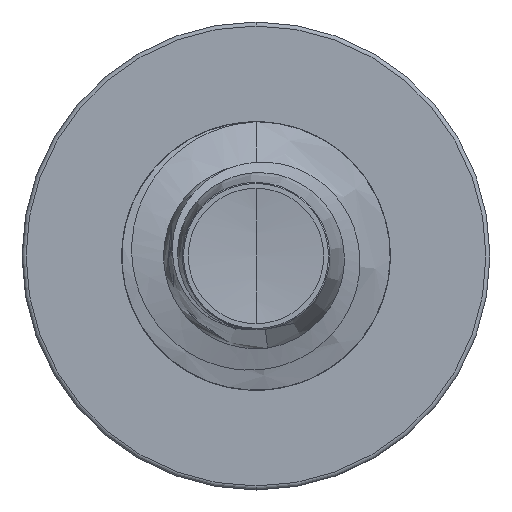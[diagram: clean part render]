
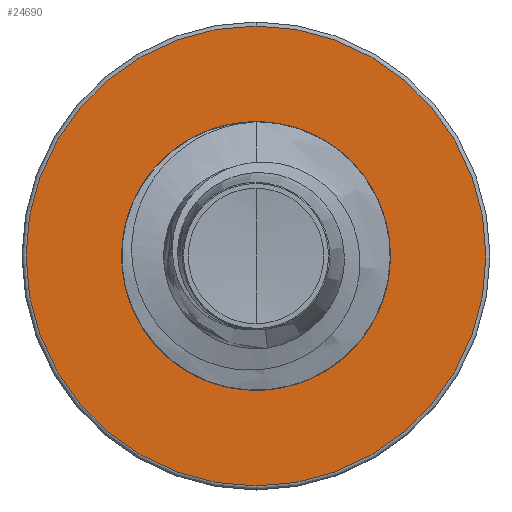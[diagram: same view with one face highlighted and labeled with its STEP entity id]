
A CAD part, front view. The second image highlights one B-rep face of the part: STEP entity #24690.
In plain terms, the highlighted planar face has unit normal (0, -1, 0).
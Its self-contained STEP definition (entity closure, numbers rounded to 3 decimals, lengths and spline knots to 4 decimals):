
#562 = VERTEX_POINT ( 'NONE', #13170 ) ;
#2130 = VERTEX_POINT ( 'NONE', #11082 ) ;
#2231 = ORIENTED_EDGE ( 'NONE', *, *, #24853, .T. ) ;
#6228 = AXIS2_PLACEMENT_3D ( 'NONE', #13328, #25695, #15590 ) ;
#6520 = AXIS2_PLACEMENT_3D ( 'NONE', #19904, #13791, #25924 ) ;
#6528 = AXIS2_PLACEMENT_3D ( 'NONE', #21196, #8130, #22737 ) ;
#6727 = ORIENTED_EDGE ( 'NONE', *, *, #23740, .T. ) ;
#7145 = CIRCLE ( 'NONE', #6528, 2.9975 ) ;
#8130 = DIRECTION ( 'NONE',  ( 0., 1., 0. ) ) ;
#8510 = AXIS2_PLACEMENT_3D ( 'NONE', #10285, #10274, #10237 ) ;
#8606 = AXIS2_PLACEMENT_3D ( 'NONE', #10603, #10575, #10570 ) ;
#8917 = FACE_BOUND ( 'NONE', #23100, .T. ) ;
#10237 = DIRECTION ( 'NONE',  ( 0., 0., 1. ) ) ;
#10274 = DIRECTION ( 'NONE',  ( 0., 1., 0. ) ) ;
#10285 = CARTESIAN_POINT ( 'NONE',  ( 0., 20., 0. ) ) ;
#10570 = DIRECTION ( 'NONE',  ( 0., 0., 1. ) ) ;
#10575 = DIRECTION ( 'NONE',  ( 0., 1., 0. ) ) ;
#10603 = CARTESIAN_POINT ( 'NONE',  ( 0., 20., 0. ) ) ;
#11082 = CARTESIAN_POINT ( 'NONE',  ( 0., 20., -1.7224 ) ) ;
#13015 = VERTEX_POINT ( 'NONE', #24455 ) ;
#13170 = CARTESIAN_POINT ( 'NONE',  ( 0., 20., -2.9975 ) ) ;
#13328 = CARTESIAN_POINT ( 'NONE',  ( 0., 20., 0. ) ) ;
#13791 = DIRECTION ( 'NONE',  ( 0., 1., 0. ) ) ;
#14635 = FACE_OUTER_BOUND ( 'NONE', #20692, .T. ) ;
#15590 = DIRECTION ( 'NONE',  ( 0., 0., 1. ) ) ;
#18733 = ORIENTED_EDGE ( 'NONE', *, *, #23792, .F. ) ;
#19904 = CARTESIAN_POINT ( 'NONE',  ( 0., 20., -1.7224 ) ) ;
#20692 = EDGE_LOOP ( 'NONE', ( #18733, #22378 ) ) ;
#21196 = CARTESIAN_POINT ( 'NONE',  ( 0., 20., 0. ) ) ;
#21838 = CIRCLE ( 'NONE', #8606, 1.7224 ) ;
#22378 = ORIENTED_EDGE ( 'NONE', *, *, #24797, .F. ) ;
#22737 = DIRECTION ( 'NONE',  ( 0., 0., 1. ) ) ;
#23100 = EDGE_LOOP ( 'NONE', ( #6727, #2231 ) ) ;
#23222 = CIRCLE ( 'NONE', #6228, 1.7224 ) ;
#23740 = EDGE_CURVE ( 'NONE', #24942, #2130, #21838, .T. ) ;
#23792 = EDGE_CURVE ( 'NONE', #13015, #562, #25689, .T. ) ;
#24455 = CARTESIAN_POINT ( 'NONE',  ( 0., 20., 2.9975 ) ) ;
#24594 = PLANE ( 'NONE',  #6520 ) ;
#24690 = ADVANCED_FACE ( 'NONE', ( #14635, #8917 ), #24594, .F. ) ;
#24797 = EDGE_CURVE ( 'NONE', #562, #13015, #7145, .T. ) ;
#24821 = CARTESIAN_POINT ( 'NONE',  ( 0., 20., 1.7224 ) ) ;
#24853 = EDGE_CURVE ( 'NONE', #2130, #24942, #23222, .T. ) ;
#24942 = VERTEX_POINT ( 'NONE', #24821 ) ;
#25689 = CIRCLE ( 'NONE', #8510, 2.9975 ) ;
#25695 = DIRECTION ( 'NONE',  ( 0., 1., 0. ) ) ;
#25924 = DIRECTION ( 'NONE',  ( 0., 0., 1. ) ) ;
